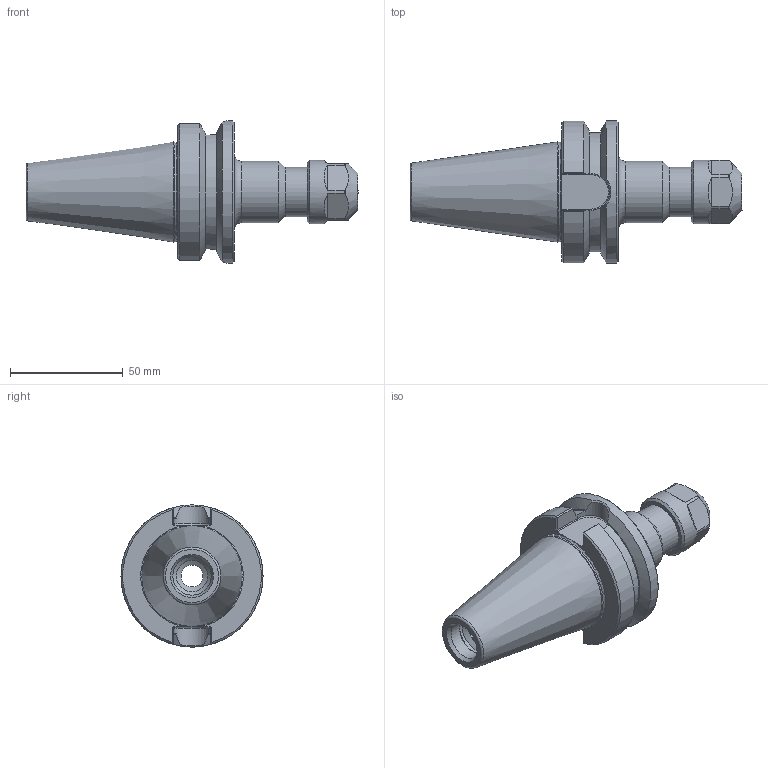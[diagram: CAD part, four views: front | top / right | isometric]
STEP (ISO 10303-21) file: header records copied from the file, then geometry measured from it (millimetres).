
FILE_DESCRIPTION((''),'2;1');
FILE_NAME('B40-16ERC322.iam.stp','2014-06-02T14:15:02',(''),(''),'Autodesk Inventor 2012','Autodesk Inventor 2012','');
FILE_SCHEMA(('AUTOMOTIVE_DESIGN { 1 0 10303 214 1 1 1 1 }'));
Length unit declared in the file: inch
Products named in the file (3): B40-16ERC322; B40-16ER3-1; 16ERHCN
Assembly tree (2 placements, depth 2):
  B40-16ERC322
    B40-16ER3-1
    16ERHCN
Bounding box: 147.19 x 62.99 x 62.99 mm (x, y, z)
Volume: 143319.8 mm3; surface area: 29928.8 mm2
Topology: 2 solids, 2 shells, 106 faces, 265 edges, 167 vertices
Faces by surface type: plane 41, cylinder 29, cone 22, torus 12, bspline 2
Full cylindrical faces by diameter (mm): 9.728 x1, 11.176 x1, 11.5 x1, 13.843 x1, 16.8 x1, 17.013 x1, 17.623 x1, 20.5 x1, 22 x1, 23 x1, 27.432 x1, 28 x1, 43.942 x1, 62.992 x1
Entity records: 3267 total; most frequent: CARTESIAN_POINT 795, DIRECTION 484, ORIENTED_EDGE 446, EDGE_CURVE 223, AXIS2_PLACEMENT_3D 204, VERTEX_POINT 159, EDGE_LOOP 148, FACE_OUTER_BOUND 106
